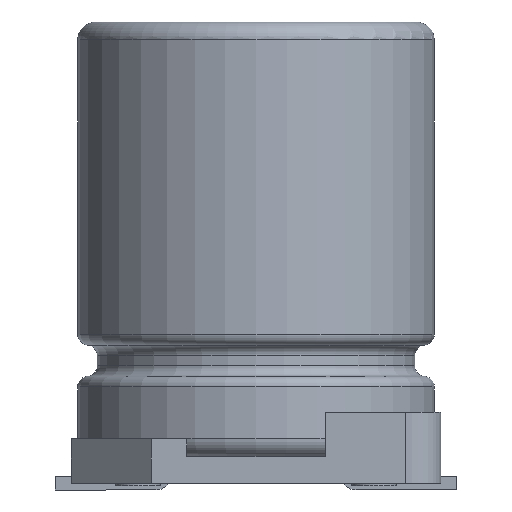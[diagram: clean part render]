
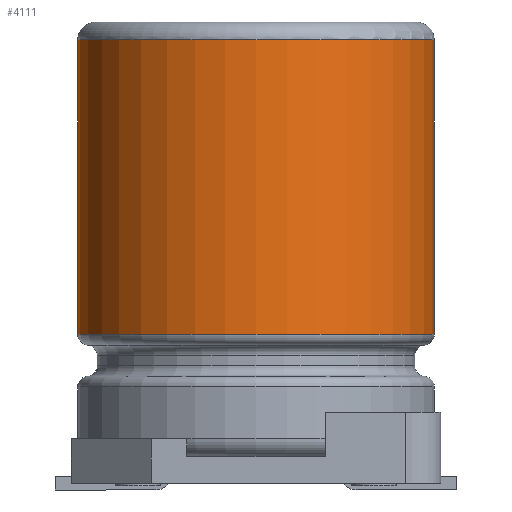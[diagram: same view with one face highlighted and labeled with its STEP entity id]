
A CAD part, front view. The second image highlights one B-rep face of the part: STEP entity #4111.
In plain terms, the highlighted cylindrical face has radius 4 mm (diameter 8 mm), a full revolution.
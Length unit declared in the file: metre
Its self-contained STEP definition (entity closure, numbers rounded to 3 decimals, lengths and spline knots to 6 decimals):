
#1965=ORIENTED_EDGE('',*,*,#2760,.T.);
#1966=ORIENTED_EDGE('',*,*,#2761,.T.);
#2760=EDGE_CURVE('',#3183,#3183,#3270,.T.);
#2761=EDGE_CURVE('',#3184,#3184,#3271,.T.);
#3183=VERTEX_POINT('',#8483);
#3184=VERTEX_POINT('',#8486);
#3270=CIRCLE('',#5762,0.004);
#3271=CIRCLE('',#5764,0.004);
#3516=EDGE_LOOP('',(#1965));
#3517=EDGE_LOOP('',(#1966));
#3811=FACE_BOUND('',#3516,.T.);
#3812=FACE_BOUND('',#3517,.T.);
#3914=CYLINDRICAL_SURFACE('',#5763,0.004);
#4111=ADVANCED_FACE('',(#3811,#3812),#3914,.T.);
#5762=AXIS2_PLACEMENT_3D('',#8482,#6722,#6723);
#5763=AXIS2_PLACEMENT_3D('',#8484,#6724,#6725);
#5764=AXIS2_PLACEMENT_3D('',#8485,#6726,#6727);
#6722=DIRECTION('',(0.,0.,1.));
#6723=DIRECTION('',(0.,-1.,0.));
#6724=DIRECTION('',(0.,0.,1.));
#6725=DIRECTION('',(0.,-1.,0.));
#6726=DIRECTION('',(0.,0.,-1.));
#6727=DIRECTION('',(0.,1.,0.));
#8482=CARTESIAN_POINT('',(0.,0.,0.00334));
#8483=CARTESIAN_POINT('',(0.,-0.004,0.00334));
#8484=CARTESIAN_POINT('',(0.,0.,0.01035));
#8485=CARTESIAN_POINT('',(0.,0.,0.00995));
#8486=CARTESIAN_POINT('',(0.,0.004,0.00995));
